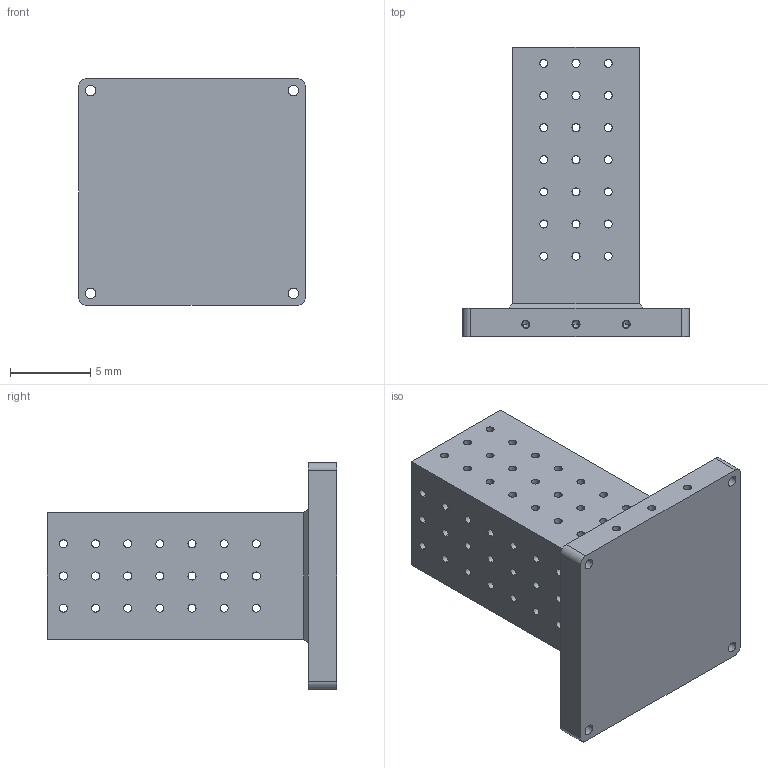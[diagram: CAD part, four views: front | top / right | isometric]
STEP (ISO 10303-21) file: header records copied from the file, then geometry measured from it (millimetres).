
FILE_DESCRIPTION(('produced by SPATIAL CORP'),'2;1');
FILE_NAME( 'ToolingBlock.hh.sat.stp','2002-04-19T11:15:48+00:00',('SPATIAL CORP'),( 'SPATIAL CORP'),'ACIS STEP Husk','http://www.spatial.com', 'SPATIAL CORP');
FILE_SCHEMA(('CONFIG_CONTROL_DESIGN'));
Length unit declared in the file: millimetre
Products named in the file (1): PRODUCT_ID_1
Bounding box: 14.12 x 18 x 14.12 mm (x, y, z)
Volume: 863.1 mm3; surface area: 1508.4 mm2
Topology: 1 solids, 1 shells, 514 faces, 1224 edges, 802 vertices
Faces by surface type: cylinder 380, plane 114, cone 20
Entity records: 12722 total; most frequent: ORIENTED_EDGE 2424, CARTESIAN_POINT 1949, DIRECTION 1850, EDGE_CURVE 1212, VERTEX_POINT 802, EDGE_LOOP 792, FACE_BOUND 792, AXIS2_PLACEMENT_3D 703
